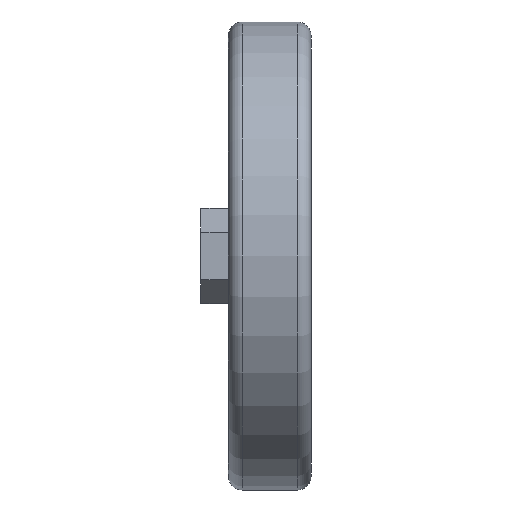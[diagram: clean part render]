
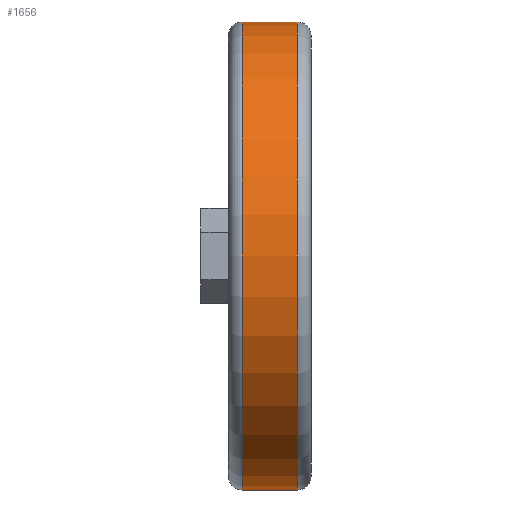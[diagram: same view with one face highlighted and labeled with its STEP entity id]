
A CAD part, left-side view. The second image highlights one B-rep face of the part: STEP entity #1656.
In plain terms, the highlighted cylindrical face has radius 26.988 mm (diameter 53.975 mm), a partial arc.
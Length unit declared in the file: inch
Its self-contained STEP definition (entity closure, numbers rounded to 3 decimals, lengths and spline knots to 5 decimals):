
#1 = ORIENTED_EDGE ( 'NONE', *, *, #876, .T. ) ;
#303 = DIRECTION ( 'NONE',  ( 0., 1., 0. ) ) ;
#384 = CYLINDRICAL_SURFACE ( 'NONE', #1806, 1.0625 ) ;
#539 = EDGE_CURVE ( 'NONE', #2950, #1493, #2921, .T. ) ;
#559 = AXIS2_PLACEMENT_3D ( 'NONE', #1451, #2802, #1470 ) ;
#678 = FACE_OUTER_BOUND ( 'NONE', #701, .T. ) ;
#701 = EDGE_LOOP ( 'NONE', ( #841, #3357, #1, #3471 ) ) ;
#841 = ORIENTED_EDGE ( 'NONE', *, *, #539, .F. ) ;
#876 = EDGE_CURVE ( 'NONE', #1328, #3757, #1213, .T. ) ;
#1174 = CARTESIAN_POINT ( 'NONE',  ( 0., 0.0625, -1.0625 ) ) ;
#1213 = LINE ( 'NONE', #3290, #1440 ) ;
#1241 = DIRECTION ( 'NONE',  ( 0., 1., 0. ) ) ;
#1285 = DIRECTION ( 'NONE',  ( 0., 0., 1. ) ) ;
#1328 = VERTEX_POINT ( 'NONE', #2325 ) ;
#1353 = DIRECTION ( 'NONE',  ( 0., 0., 1. ) ) ;
#1440 = VECTOR ( 'NONE', #2941, 39.37008 ) ;
#1451 = CARTESIAN_POINT ( 'NONE',  ( 0., 0.0625, 0. ) ) ;
#1470 = DIRECTION ( 'NONE',  ( 0., 0., 1. ) ) ;
#1493 = VERTEX_POINT ( 'NONE', #3778 ) ;
#1656 = ADVANCED_FACE ( 'NONE', ( #678 ), #384, .T. ) ;
#1806 = AXIS2_PLACEMENT_3D ( 'NONE', #3689, #303, #1353 ) ;
#1876 = VECTOR ( 'NONE', #1241, 39.37008 ) ;
#1953 = CIRCLE ( 'NONE', #3362, 1.0625 ) ;
#2155 = CARTESIAN_POINT ( 'NONE',  ( 0., 0.3125, 1.0625 ) ) ;
#2296 = DIRECTION ( 'NONE',  ( 0., 1., 0. ) ) ;
#2325 = CARTESIAN_POINT ( 'NONE',  ( 0., 0.0625, 1.0625 ) ) ;
#2802 = DIRECTION ( 'NONE',  ( 0., 1., 0. ) ) ;
#2921 = LINE ( 'NONE', #3944, #1876 ) ;
#2941 = DIRECTION ( 'NONE',  ( 0., 1., 0. ) ) ;
#2950 = VERTEX_POINT ( 'NONE', #1174 ) ;
#3028 = EDGE_CURVE ( 'NONE', #1493, #3757, #1953, .T. ) ;
#3290 = CARTESIAN_POINT ( 'NONE',  ( 0., 0.125, 1.0625 ) ) ;
#3357 = ORIENTED_EDGE ( 'NONE', *, *, #3365, .T. ) ;
#3362 = AXIS2_PLACEMENT_3D ( 'NONE', #3600, #2296, #1285 ) ;
#3365 = EDGE_CURVE ( 'NONE', #2950, #1328, #4194, .T. ) ;
#3471 = ORIENTED_EDGE ( 'NONE', *, *, #3028, .F. ) ;
#3600 = CARTESIAN_POINT ( 'NONE',  ( 0., 0.3125, 0. ) ) ;
#3689 = CARTESIAN_POINT ( 'NONE',  ( 0., 0.125, 0. ) ) ;
#3757 = VERTEX_POINT ( 'NONE', #2155 ) ;
#3778 = CARTESIAN_POINT ( 'NONE',  ( 0., 0.3125, -1.0625 ) ) ;
#3944 = CARTESIAN_POINT ( 'NONE',  ( 0., 0.125, -1.0625 ) ) ;
#4194 = CIRCLE ( 'NONE', #559, 1.0625 ) ;
